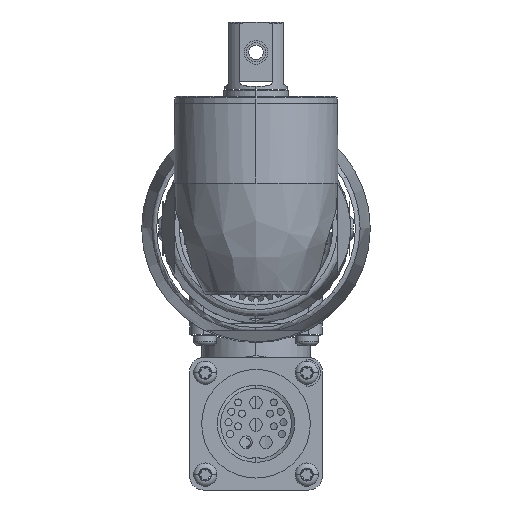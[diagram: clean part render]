
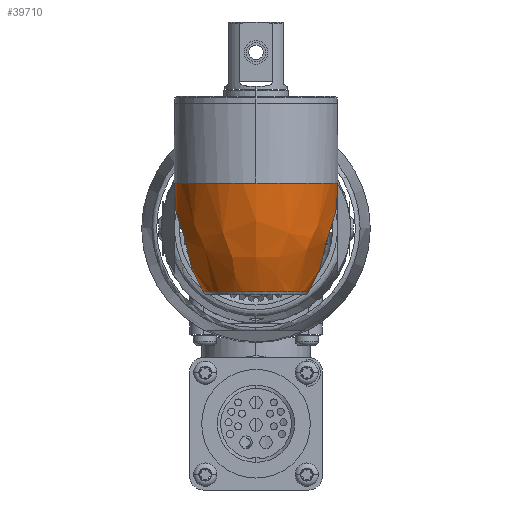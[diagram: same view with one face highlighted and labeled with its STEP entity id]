
A CAD part, left-side view. The second image highlights one B-rep face of the part: STEP entity #39710.
In plain terms, the highlighted free-form (B-spline) face has degree [3, 3] with [7, 4] control points.
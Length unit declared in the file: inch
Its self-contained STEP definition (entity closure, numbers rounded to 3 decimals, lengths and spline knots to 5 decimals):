
#32676=CARTESIAN_POINT('',(-12.60202,-0.56696,
0.416));
#32677=CARTESIAN_POINT('',(-12.62526,-0.58732,
0.38051));
#32678=CARTESIAN_POINT('',(-12.67058,-0.6195,
0.31077));
#32679=CARTESIAN_POINT('',(-12.73135,-0.64827,
0.21477));
#32680=CARTESIAN_POINT('',(-12.78508,-0.66339,
0.126));
#32681=CARTESIAN_POINT('',(-12.83113,-0.66814,
0.04389));
#32682=CARTESIAN_POINT('',(-12.86859,-0.66479,
-0.0325));
#32683=CARTESIAN_POINT('',(-12.89585,-0.65497,
-0.1033));
#32684=CARTESIAN_POINT('',(-12.91181,-0.63935,
-0.1709));
#32685=CARTESIAN_POINT('',(-12.91491,-0.61874,
-0.23428));
#32686=CARTESIAN_POINT('',(-12.9073,-0.59463,
-0.29193));
#32687=CARTESIAN_POINT('',(-12.89177,-0.56623,
-0.34745));
#32688=CARTESIAN_POINT('',(-12.86891,-0.53081,
-0.40474));
#32689=CARTESIAN_POINT('',(-12.83991,-0.48642,
-0.46388));
#32690=CARTESIAN_POINT('',(-12.80665,-0.43127,
-0.52393));
#32691=CARTESIAN_POINT('',(-12.78251,-0.38445,
-0.56447));
#32692=CARTESIAN_POINT('',(-12.77067,-0.35833,
-0.584));
#32717=CARTESIAN_POINT('',(-13.0987,0.,-0.584));
#32718=DIRECTION('',(0.,0.,-1.));
#32719=DIRECTION('',(0.675,-0.738,0.));
#32720=AXIS2_PLACEMENT_3D('',#32717,#32718,#32719);
#32722=CARTESIAN_POINT('',(-12.77067,0.35833,
-0.584));
#32723=CARTESIAN_POINT('',(-12.78245,0.38431,
-0.56458));
#32724=CARTESIAN_POINT('',(-12.80645,0.43091,
-0.52426));
#32725=CARTESIAN_POINT('',(-12.83955,0.48585,
-0.46455));
#32726=CARTESIAN_POINT('',(-12.86845,0.53012,
-0.40573));
#32727=CARTESIAN_POINT('',(-12.89131,0.56549,
-0.34875));
#32728=CARTESIAN_POINT('',(-12.90692,0.59384,
-0.29361));
#32729=CARTESIAN_POINT('',(-12.91478,0.6179,
-0.23649));
#32730=CARTESIAN_POINT('',(-12.91217,0.63867,
-0.17338));
#32731=CARTESIAN_POINT('',(-12.89659,0.65456,
-0.10557));
#32732=CARTESIAN_POINT('',(-12.86945,0.66463,
-0.03439));
#32733=CARTESIAN_POINT('',(-12.83197,0.66816,
0.04232));
#32734=CARTESIAN_POINT('',(-12.78582,0.66355,
0.12475));
#32735=CARTESIAN_POINT('',(-12.73188,0.64849,
0.21393));
#32736=CARTESIAN_POINT('',(-12.67086,0.61969,
0.31034));
#32737=CARTESIAN_POINT('',(-12.62535,0.5874,
0.38037));
#32738=CARTESIAN_POINT('',(-12.60202,0.56696,
0.416));
#32828=CARTESIAN_POINT('',(-13.0987,0.,0.416));
#32829=DIRECTION('',(0.,0.,-1.));
#32830=DIRECTION('',(-1.,0.,0.));
#32831=AXIS2_PLACEMENT_3D('',#32828,#32829,#32830);
#32842=CARTESIAN_POINT('',(-13.0987,0.,0.416));
#32843=DIRECTION('',(0.,0.,1.));
#32844=DIRECTION('',(-1.,0.,0.));
#32845=AXIS2_PLACEMENT_3D('',#32842,#32843,#32844);
#33184=VERTEX_POINT('',#32722);
#33185=VERTEX_POINT('',#32738);
#33188=VERTEX_POINT('',#32676);
#33189=VERTEX_POINT('',#32692);
#33192=CARTESIAN_POINT('',(-13.85245,0.,0.416));
#33193=VERTEX_POINT('',#33192);
#39671=CARTESIAN_POINT('',(-12.54065,-0.50652,
0.43694));
#39672=CARTESIAN_POINT('',(-12.5378,-0.5091,
0.06938));
#39673=CARTESIAN_POINT('',(-12.60825,-0.44516,
-0.28569));
#39674=CARTESIAN_POINT('',(-12.74681,-0.3194,
-0.60208));
#39675=CARTESIAN_POINT('',(-13.08994,-1.11168,
0.43694));
#39676=CARTESIAN_POINT('',(-13.08989,-1.11736,
0.06938));
#39677=CARTESIAN_POINT('',(-13.091,-0.97702,
-0.28569));
#39678=CARTESIAN_POINT('',(-13.09317,-0.70101,
-0.60208));
#39679=CARTESIAN_POINT('',(-13.85234,-0.81727,
0.43694));
#39680=CARTESIAN_POINT('',(-13.85619,-0.82145,
0.06938));
#39681=CARTESIAN_POINT('',(-13.76105,-0.71828,
-0.28569));
#39682=CARTESIAN_POINT('',(-13.57393,-0.51536,
-0.60208));
#39683=CARTESIAN_POINT('',(-13.85234,0.,
0.43694));
#39684=CARTESIAN_POINT('',(-13.85619,0.,
0.06938));
#39685=CARTESIAN_POINT('',(-13.76105,0.,
-0.28569));
#39686=CARTESIAN_POINT('',(-13.57393,0.,
-0.60208));
#39687=CARTESIAN_POINT('',(-13.85234,0.81727,
0.43694));
#39688=CARTESIAN_POINT('',(-13.85619,0.82145,
0.06938));
#39689=CARTESIAN_POINT('',(-13.76105,0.71828,
-0.28569));
#39690=CARTESIAN_POINT('',(-13.57393,0.51536,
-0.60208));
#39691=CARTESIAN_POINT('',(-13.08994,1.11168,
0.43694));
#39692=CARTESIAN_POINT('',(-13.08989,1.11736,
0.06938));
#39693=CARTESIAN_POINT('',(-13.091,0.97702,
-0.28569));
#39694=CARTESIAN_POINT('',(-13.09317,0.70101,
-0.60208));
#39695=CARTESIAN_POINT('',(-12.54065,0.50652,
0.43694));
#39696=CARTESIAN_POINT('',(-12.5378,0.5091,
0.06938));
#39697=CARTESIAN_POINT('',(-12.60825,0.44516,
-0.28569));
#39698=CARTESIAN_POINT('',(-12.74681,0.3194,
-0.60208));
#39699=(BOUNDED_SURFACE()B_SPLINE_SURFACE(3,3,((#39671,#39672,#39673,#39674),(
#39675,#39676,#39677,#39678),(#39679,#39680,#39681,#39682),(#39683,#39684,
#39685,#39686),(#39687,#39688,#39689,#39690),(#39691,#39692,#39693,#39694),(
#39695,#39696,#39697,#39698)),.UNSPECIFIED.,.F.,.F.,.F.)B_SPLINE_SURFACE_WITH_KNOTS((4,3,4),(4,4),(0.,1.,2.),(0.,1.),.UNSPECIFIED.)GEOMETRIC_REPRESENTATION_ITEM()RATIONAL_B_SPLINE_SURFACE(((1.498,1.461,
1.461,1.498),(0.859,0.838,
0.838,0.859),(0.859,0.838,
0.838,0.859),(1.498,1.461,
1.461,1.498),(0.859,0.838,
0.838,0.859),(0.859,0.838,
0.838,0.859),(1.498,1.461,
1.461,1.498)))REPRESENTATION_ITEM('')SURFACE());
#39701=ORIENTED_EDGE('',*,*,#39700,.T.);
#39703=ORIENTED_EDGE('',*,*,#39702,.F.);
#39705=ORIENTED_EDGE('',*,*,#39704,.T.);
#39706=ORIENTED_EDGE('',*,*,#39662,.T.);
#39707=ORIENTED_EDGE('',*,*,#34800,.T.);
#39708=EDGE_LOOP('',(#39701,#39703,#39705,#39706,#39707));
#39709=FACE_OUTER_BOUND('',#39708,.F.);
#39710=ADVANCED_FACE('',(#39709),#39699,.T.);
#32693=B_SPLINE_CURVE_WITH_KNOTS('',3,(#32676,#32677,#32678,#32679,#32680,
#32681,#32682,#32683,#32684,#32685,#32686,#32687,#32688,#32689,#32690,#32691,
#32692),.UNSPECIFIED.,.F.,.F.,(4,1,1,1,1,1,1,1,1,1,1,1,1,1,4),(0.,
0.07143,0.14286,0.21429,0.28571,
0.35714,0.42857,0.5,0.57143,0.64286,
0.71429,0.78571,0.85714,0.92857,1.),
.UNSPECIFIED.);
#32721=CIRCLE('',#32720,0.4858);
#32739=B_SPLINE_CURVE_WITH_KNOTS('',3,(#32722,#32723,#32724,#32725,#32726,
#32727,#32728,#32729,#32730,#32731,#32732,#32733,#32734,#32735,#32736,#32737,
#32738),.UNSPECIFIED.,.F.,.F.,(4,1,1,1,1,1,1,1,1,1,1,1,1,1,4),(0.,
0.07143,0.14286,0.21429,0.28571,
0.35714,0.42857,0.5,0.57143,0.64286,
0.71429,0.78571,0.85714,0.92857,1.),
.UNSPECIFIED.);
#32832=CIRCLE('',#32831,0.75375);
#32846=CIRCLE('',#32845,0.75375);
#34800=EDGE_CURVE('',#33189,#33184,#32721,.T.);
#39662=EDGE_CURVE('',#33188,#33189,#32693,.T.);
#39700=EDGE_CURVE('',#33184,#33185,#32739,.T.);
#39702=EDGE_CURVE('',#33193,#33185,#32832,.T.);
#39704=EDGE_CURVE('',#33193,#33188,#32846,.T.);
